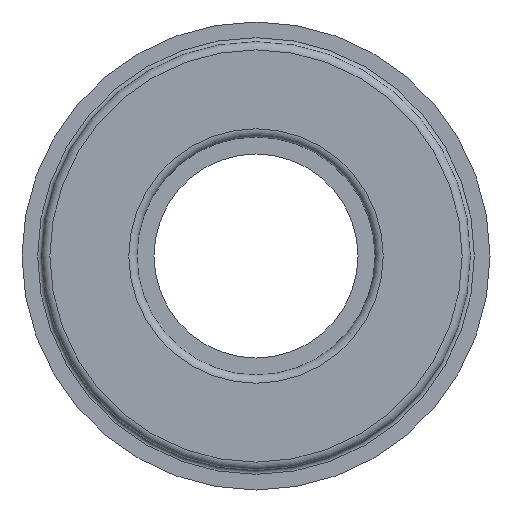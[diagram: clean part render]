
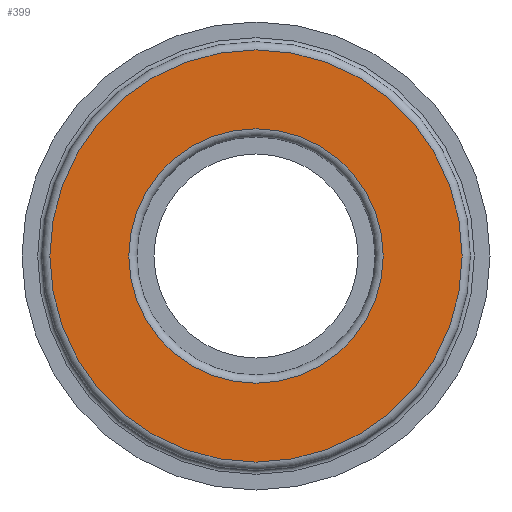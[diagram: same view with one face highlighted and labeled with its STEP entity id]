
A CAD part, left-side view. The second image highlights one B-rep face of the part: STEP entity #399.
In plain terms, the highlighted planar face has unit normal (-1, 0, 0).
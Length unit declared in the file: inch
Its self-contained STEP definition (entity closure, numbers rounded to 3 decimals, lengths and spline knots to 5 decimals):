
#60=FACE_BOUND('',#117,.T.);
#72=PLANE('',#456);
#85=FACE_OUTER_BOUND('',#116,.T.);
#116=EDGE_LOOP('',(#291));
#117=EDGE_LOOP('',(#292));
#158=CIRCLE('',#452,0.4675);
#162=CIRCLE('',#457,0.7575);
#197=VERTEX_POINT('',#680);
#200=VERTEX_POINT('',#688);
#232=EDGE_CURVE('',#197,#197,#158,.T.);
#236=EDGE_CURVE('',#200,#200,#162,.T.);
#291=ORIENTED_EDGE('',*,*,#236,.F.);
#292=ORIENTED_EDGE('',*,*,#232,.F.);
#399=ADVANCED_FACE('',(#85,#60),#72,.T.);
#452=AXIS2_PLACEMENT_3D('',#681,#525,#526);
#456=AXIS2_PLACEMENT_3D('',#687,#533,#534);
#457=AXIS2_PLACEMENT_3D('',#689,#535,#536);
#525=DIRECTION('center_axis',(-1.,0.,0.));
#526=DIRECTION('ref_axis',(0.,-1.,0.));
#533=DIRECTION('center_axis',(-1.,0.,0.));
#534=DIRECTION('ref_axis',(0.,0.,1.));
#535=DIRECTION('center_axis',(1.,0.,0.));
#536=DIRECTION('ref_axis',(0.,-1.,0.));
#680=CARTESIAN_POINT('',(0.,0.,0.4675));
#681=CARTESIAN_POINT('Origin',(0.,0.,0.));
#687=CARTESIAN_POINT('Origin',(0.,0.6125,0.));
#688=CARTESIAN_POINT('',(0.,0.,0.7575));
#689=CARTESIAN_POINT('Origin',(0.,0.,0.));
